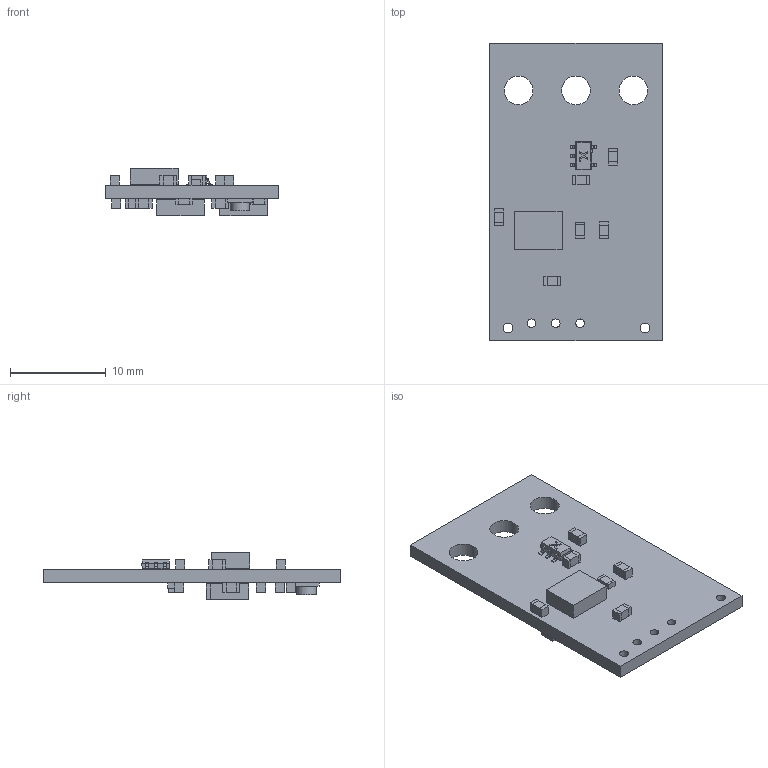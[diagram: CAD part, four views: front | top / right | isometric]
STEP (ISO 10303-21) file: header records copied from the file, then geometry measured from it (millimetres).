
FILE_DESCRIPTION(('Open CASCADE Model'),'2;1');
FILE_NAME('Open CASCADE Shape Model','2020-08-10T21:38:02',('Author'),( 'Open CASCADE'),'Open CASCADE STEP processor 6.8','Open CASCADE 6.8' ,'Unknown');
FILE_SCHEMA(('AUTOMOTIVE_DESIGN { 1 0 10303 214 1 1 1 1 }'));
Length unit declared in the file: millimetre
Products named in the file (1): PCB
Bounding box: 18 x 31 x 4.94 mm (x, y, z)
Volume: 890.5 mm3; surface area: 1721.5 mm2
Topology: 56 solids, 121 shells, 447 faces, 1141 edges, 874 vertices
Faces by surface type: plane 401, cylinder 46
Full cylindrical faces by diameter (mm): 0.9 x3, 1 x2, 2 x1, 3 x3
Entity records: 14198 total; most frequent: CARTESIAN_POINT 2469, DIRECTION 2165, ORIENTED_EDGE 1932, EDGE_CURVE 1141, LINE 1009, VECTOR 1009, VERTEX_POINT 874, AXIS2_PLACEMENT_3D 578
